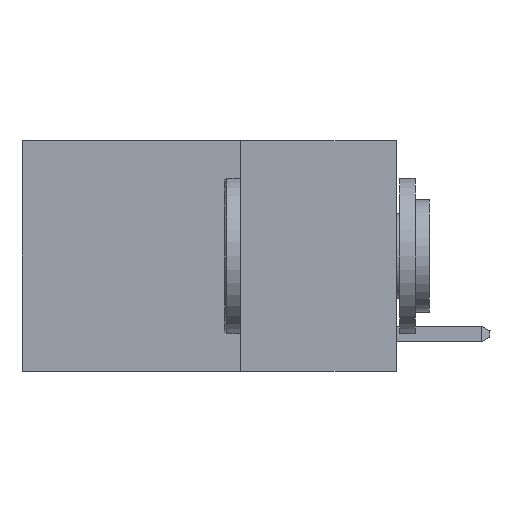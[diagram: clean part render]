
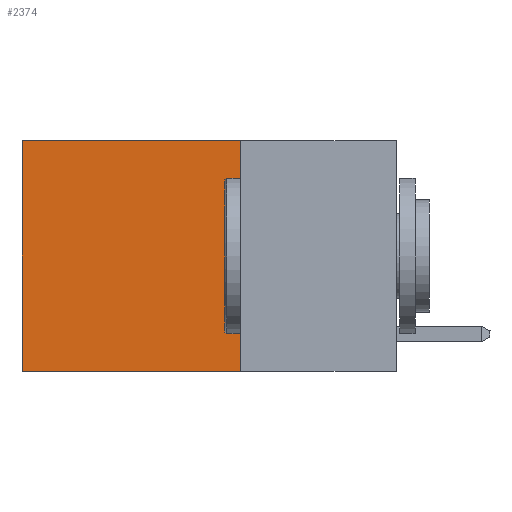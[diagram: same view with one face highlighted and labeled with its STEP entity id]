
A CAD part, left-side view. The second image highlights one B-rep face of the part: STEP entity #2374.
In plain terms, the highlighted planar face has unit normal (-1, 0, 0).
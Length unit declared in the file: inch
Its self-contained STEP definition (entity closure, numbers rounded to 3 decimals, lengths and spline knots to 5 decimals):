
#1756 = CARTESIAN_POINT ( 'NONE',  ( 0.2625, 0.25, -0.37 ) ) ;
#1927 = VERTEX_POINT ( 'NONE', #5988 ) ;
#1999 = CARTESIAN_POINT ( 'NONE',  ( 0.2625, 0.6, 0. ) ) ;
#2374 = ADVANCED_FACE ( 'NONE', ( #8204 ), #18718, .F. ) ;
#2442 = ORIENTED_EDGE ( 'NONE', *, *, #5212, .T. ) ;
#3228 = CARTESIAN_POINT ( 'NONE',  ( 0.2625, 0.25, 0. ) ) ;
#3346 = CARTESIAN_POINT ( 'NONE',  ( 0.2625, 0.25, -0.37 ) ) ;
#3961 = CARTESIAN_POINT ( 'NONE',  ( 0.2625, 0.25, 0. ) ) ;
#4357 = VECTOR ( 'NONE', #11797, 39.37008 ) ;
#4432 = CARTESIAN_POINT ( 'NONE',  ( 0.2625, 0.6, -0.37 ) ) ;
#4612 = LINE ( 'NONE', #3228, #4357 ) ;
#5151 = CARTESIAN_POINT ( 'NONE',  ( 0.2625, 0.25, 0. ) ) ;
#5212 = EDGE_CURVE ( 'NONE', #18858, #16922, #16749, .T. ) ;
#5434 = DIRECTION ( 'NONE',  ( 0., 0., -1. ) ) ;
#5988 = CARTESIAN_POINT ( 'NONE',  ( 0.2625, 0.25, 0. ) ) ;
#6589 = ORIENTED_EDGE ( 'NONE', *, *, #13051, .F. ) ;
#6630 = EDGE_LOOP ( 'NONE', ( #2442, #6589, #15062, #18192 ) ) ;
#6660 = DIRECTION ( 'NONE',  ( 0., 1., 0. ) ) ;
#8204 = FACE_OUTER_BOUND ( 'NONE', #6630, .T. ) ;
#8271 = AXIS2_PLACEMENT_3D ( 'NONE', #5151, #14313, #5434 ) ;
#8331 = VERTEX_POINT ( 'NONE', #3346 ) ;
#9083 = CARTESIAN_POINT ( 'NONE',  ( 0.2625, 0.6, 0. ) ) ;
#9232 = VECTOR ( 'NONE', #9571, 39.37008 ) ;
#9571 = DIRECTION ( 'NONE',  ( 0., 0., -1. ) ) ;
#9884 = VECTOR ( 'NONE', #18698, 39.37008 ) ;
#11797 = DIRECTION ( 'NONE',  ( 0., 0., -1. ) ) ;
#12419 = EDGE_CURVE ( 'NONE', #1927, #8331, #4612, .T. ) ;
#13051 = EDGE_CURVE ( 'NONE', #8331, #16922, #16794, .T. ) ;
#14313 = DIRECTION ( 'NONE',  ( 1., 0., 0. ) ) ;
#15062 = ORIENTED_EDGE ( 'NONE', *, *, #12419, .F. ) ;
#16749 = LINE ( 'NONE', #1999, #9232 ) ;
#16794 = LINE ( 'NONE', #1756, #19127 ) ;
#16922 = VERTEX_POINT ( 'NONE', #4432 ) ;
#17432 = LINE ( 'NONE', #3961, #9884 ) ;
#17873 = EDGE_CURVE ( 'NONE', #1927, #18858, #17432, .T. ) ;
#18192 = ORIENTED_EDGE ( 'NONE', *, *, #17873, .T. ) ;
#18698 = DIRECTION ( 'NONE',  ( 0., 1., 0. ) ) ;
#18718 = PLANE ( 'NONE',  #8271 ) ;
#18858 = VERTEX_POINT ( 'NONE', #9083 ) ;
#19127 = VECTOR ( 'NONE', #6660, 39.37008 ) ;
